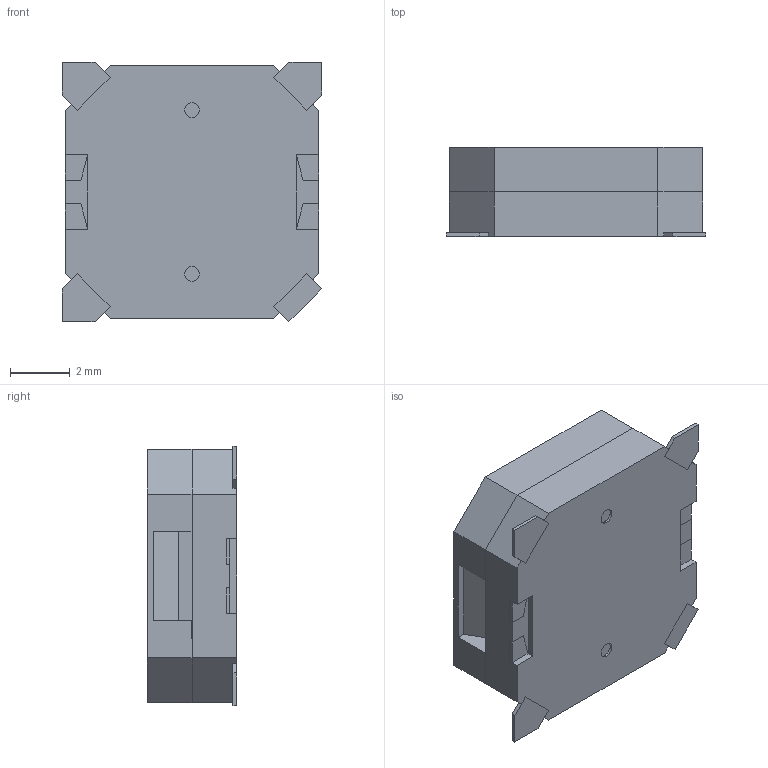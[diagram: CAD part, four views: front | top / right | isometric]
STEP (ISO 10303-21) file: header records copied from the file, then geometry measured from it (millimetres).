
FILE_DESCRIPTION (( 'STEP AP214' ), '1' );
FILE_NAME ('MLT-8530.STEP', '2025-02-12T00:52:00', ( '' ), ( '' ), 'SwSTEP 2.0', 'SolidWorks 2021', '' );
FILE_SCHEMA (( 'AUTOMOTIVE_DESIGN' ));
Length unit declared in the file: millimetre
Products named in the file (1): MLT-8530
Bounding box: 8.7 x 3 x 8.7 mm (x, y, z)
Volume: 198.3 mm3; surface area: 387.2 mm2
Topology: 12 solids, 12 shells, 135 faces, 320 edges, 212 vertices
Faces by surface type: plane 127, cylinder 8
Entity records: 3951 total; most frequent: CARTESIAN_POINT 668, ORIENTED_EDGE 640, DIRECTION 608, EDGE_CURVE 320, VECTOR 304, LINE 304, VERTEX_POINT 212, AXIS2_PLACEMENT_3D 152
